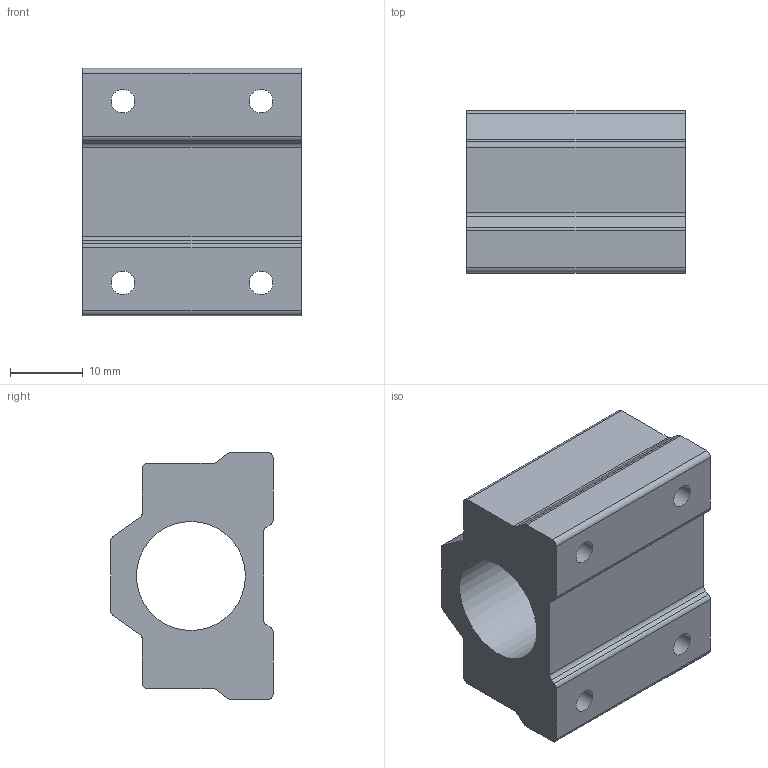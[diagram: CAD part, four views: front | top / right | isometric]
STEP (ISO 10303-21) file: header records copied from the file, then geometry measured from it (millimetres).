
FILE_DESCRIPTION(/* description */ (''),/* implementation_level */ '2;1');
FILE_NAME(/* name */ 'BearingBlock.step',/* time_stamp */ '2020-11-11T06:46:45-05:00',/* author */ (''),/* organization */ (''),/* preprocessor_version */ 'ST-DEVELOPER v18.1',/* originating_system */ 'Autodesk Translation Framework v9.3.0.1241',/* authorisation */ '');
FILE_SCHEMA (('AUTOMOTIVE_DESIGN { 1 0 10303 214 3 1 1 }'));
Length unit declared in the file: millimetre
Products named in the file (1): LM8UU_Bearing_Block_AEPART
Bounding box: 30 x 22.3 x 34 mm (x, y, z)
Volume: 12665 mm3; surface area: 6146.8 mm2
Topology: 1 solids, 1 shells, 39 faces, 111 edges, 74 vertices
Faces by surface type: cylinder 21, plane 18
Full cylindrical faces by diameter (mm): 3.242 x4, 15 x1
Entity records: 1347 total; most frequent: DIRECTION 233, CARTESIAN_POINT 225, ORIENTED_EDGE 222, EDGE_CURVE 111, AXIS2_PLACEMENT_3D 82, VERTEX_POINT 74, LINE 69, VECTOR 69
